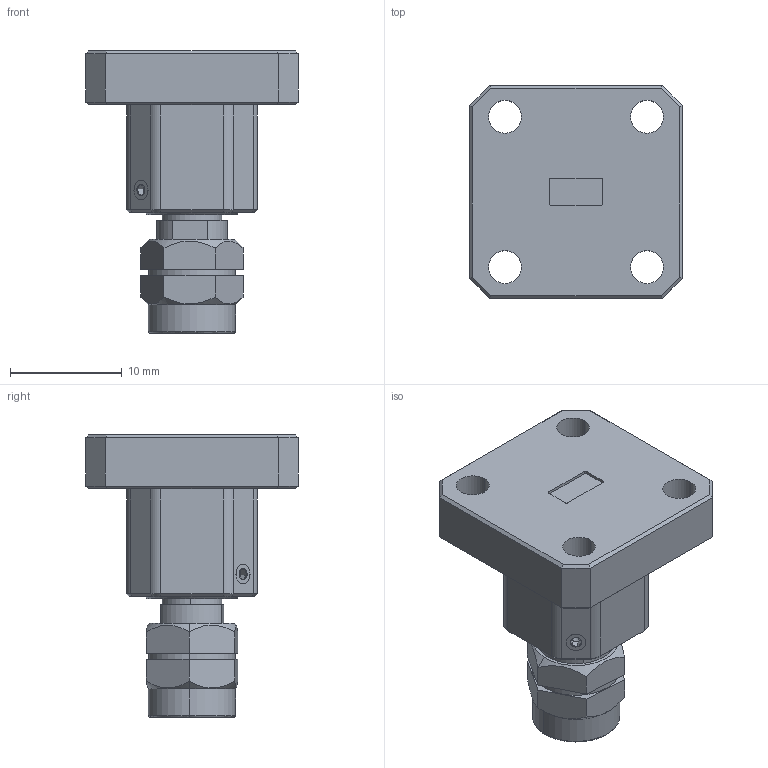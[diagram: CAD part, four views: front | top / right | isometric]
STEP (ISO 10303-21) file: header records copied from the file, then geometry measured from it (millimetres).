
FILE_DESCRIPTION (( 'STEP AP203' ), '1' );
FILE_NAME ('SWC-19VM-E1-599.STEP', '2023-08-29T23:07:27', ( '' ), ( '' ), 'SwSTEP 2.0', 'SolidWorks 2021', '' );
FILE_SCHEMA (( 'CONFIG_CONTROL_DESIGN' ));
Length unit declared in the file: inch
Products named in the file (1): SWC-19VM-E1-599
Bounding box: 19.05 x 19.05 x 25.25 mm (x, y, z)
Volume: 3223.6 mm3; surface area: 1934 mm2
Topology: 1 solids, 1 shells, 151 faces, 346 edges, 208 vertices
Faces by surface type: plane 82, cylinder 36, cone 31, bspline 2
Entity records: 4486 total; most frequent: CARTESIAN_POINT 962, DIRECTION 734, ORIENTED_EDGE 692, EDGE_CURVE 346, AXIS2_PLACEMENT_3D 259, LINE 216, VECTOR 216, VERTEX_POINT 208
